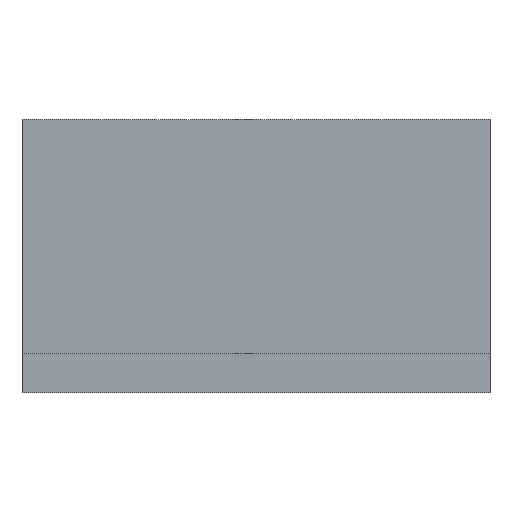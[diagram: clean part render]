
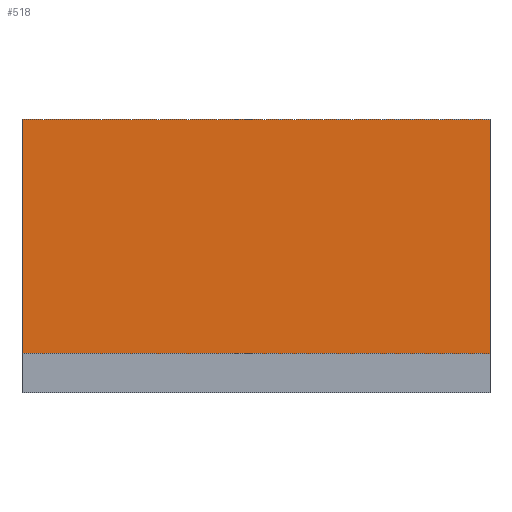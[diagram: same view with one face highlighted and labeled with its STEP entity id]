
A CAD part, left-side view. The second image highlights one B-rep face of the part: STEP entity #518.
In plain terms, the highlighted planar face has unit normal (-1, 0, 0).
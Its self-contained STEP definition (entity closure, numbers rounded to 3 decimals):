
#68=FACE_OUTER_BOUND('',#92,.T.);
#92=EDGE_LOOP('',(#391,#392,#393,#394));
#124=LINE('',#835,#194);
#125=LINE('',#837,#195);
#126=LINE('',#839,#196);
#127=LINE('',#840,#197);
#194=VECTOR('',#681,10.);
#195=VECTOR('',#682,10.);
#196=VECTOR('',#683,10.);
#197=VECTOR('',#684,10.);
#263=VERTEX_POINT('',#833);
#264=VERTEX_POINT('',#834);
#265=VERTEX_POINT('',#836);
#266=VERTEX_POINT('',#838);
#320=EDGE_CURVE('',#263,#264,#124,.T.);
#321=EDGE_CURVE('',#263,#265,#125,.T.);
#322=EDGE_CURVE('',#266,#265,#126,.T.);
#323=EDGE_CURVE('',#264,#266,#127,.T.);
#391=ORIENTED_EDGE('',*,*,#320,.F.);
#392=ORIENTED_EDGE('',*,*,#321,.T.);
#393=ORIENTED_EDGE('',*,*,#322,.F.);
#394=ORIENTED_EDGE('',*,*,#323,.F.);
#494=PLANE('',#624);
#518=ADVANCED_FACE('',(#68),#494,.T.);
#624=AXIS2_PLACEMENT_3D('',#832,#679,#680);
#679=DIRECTION('center_axis',(-1.,0.,0.));
#680=DIRECTION('ref_axis',(0.,-1.,0.));
#681=DIRECTION('',(0.,1.,0.));
#682=DIRECTION('',(0.,0.,1.));
#683=DIRECTION('',(0.,-1.,0.));
#684=DIRECTION('',(0.,0.,1.));
#832=CARTESIAN_POINT('Origin',(8.,60.,5.));
#833=CARTESIAN_POINT('',(8.,0.,5.));
#834=CARTESIAN_POINT('',(8.,60.,5.));
#835=CARTESIAN_POINT('',(8.,45.,5.));
#836=CARTESIAN_POINT('',(8.,0.,35.));
#837=CARTESIAN_POINT('',(8.,0.,5.));
#838=CARTESIAN_POINT('',(8.,60.,35.));
#839=CARTESIAN_POINT('',(8.,60.,35.));
#840=CARTESIAN_POINT('',(8.,60.,5.));
